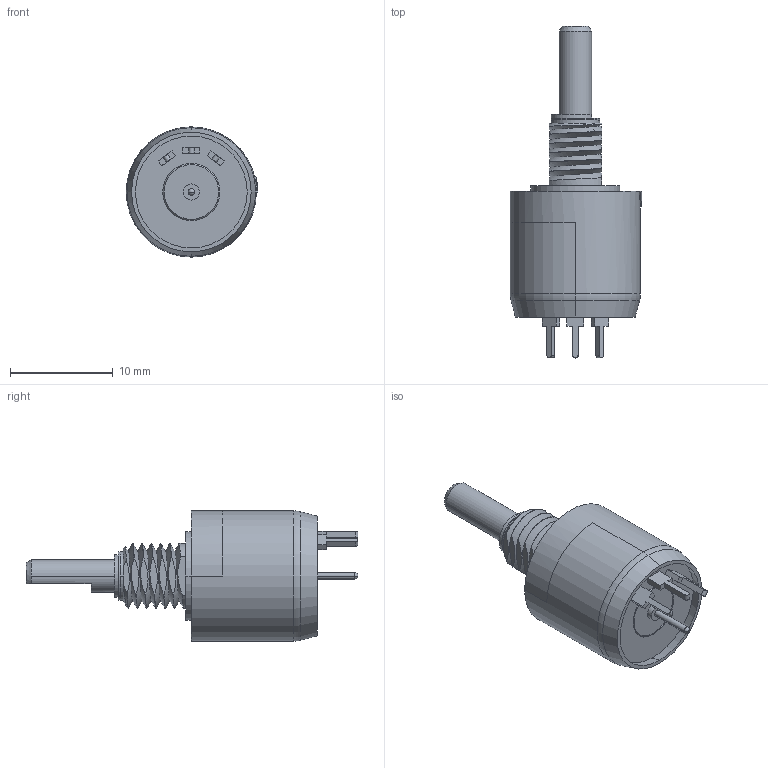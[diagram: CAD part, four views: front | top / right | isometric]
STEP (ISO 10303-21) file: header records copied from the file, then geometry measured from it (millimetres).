
FILE_DESCRIPTION((''),'2;1');
FILE_NAME('503267-1-03N_SW0001','2017-02-14T',('jjanota'),(''),'PRO/ENGINEER BY PARAMETRIC TECHNOLOGY CORPORATION, 2016100','PRO/ENGINEER BY PARAMETRIC TECHNOLOGY CORPORATION, 2016100','');
FILE_SCHEMA(('CONFIG_CONTROL_DESIGN'));
Length unit declared in the file: inch
Products named in the file (1): 503267-1-03N_SW0001
Bounding box: 12.83 x 32.38 x 12.7 mm (x, y, z)
Surface area: 1274.9 mm2 (no closed solid volume)
Topology: 0 solids, 11 shells, 113 faces, 320 edges, 220 vertices
Faces by surface type: plane 56, cylinder 35, cone 12, bspline 6, torus 2, sphere 2
Entity records: 5631 total; most frequent: CARTESIAN_POINT 2767, ORIENTED_EDGE 574, DIRECTION 547, EDGE_CURVE 318, VERTEX_POINT 220, AXIS2_PLACEMENT_3D 193, VECTOR 161, LINE 161
